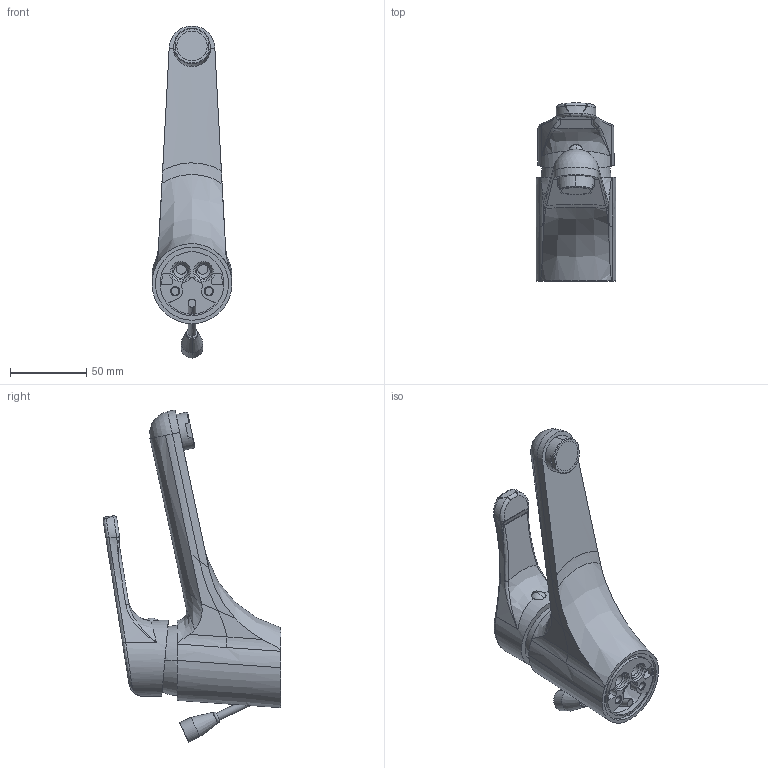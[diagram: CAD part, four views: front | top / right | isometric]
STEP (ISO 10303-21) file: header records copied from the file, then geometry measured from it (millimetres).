
FILE_DESCRIPTION((''),'2;1');
FILE_NAME('NT085CR','2021-11-10T10:59:06',('ut3'),('PAFFONI SpA'),'CREO PARAMETRIC BY PTC INC, 2020044','CREO PARAMETRIC BY PTC INC, 2020044','');
FILE_SCHEMA(('CONFIG_CONTROL_DESIGN','SHAPE_APPEARANCE_LAYERS_GROUPS'));
Length unit declared in the file: millimetre
Products named in the file (1): NT085CR
Bounding box: 52.5 x 116.74 x 217.98 mm (x, y, z)
Volume: 188577.3 mm3; surface area: 73614.9 mm2
Topology: 1 solids, 1 shells, 283 faces, 703 edges, 436 vertices
Faces by surface type: bspline 100, cylinder 85, plane 53, cone 30, sphere 9, torus 6
Entity records: 17933 total; most frequent: CARTESIAN_POINT 9936, ORIENTED_EDGE 1392, DIRECTION 991, EDGE_CURVE 696, VERTEX_POINT 436, AXIS2_PLACEMENT_3D 403, EDGE_LOOP 314, B_SPLINE_CURVE_WITH_KNOTS 291
